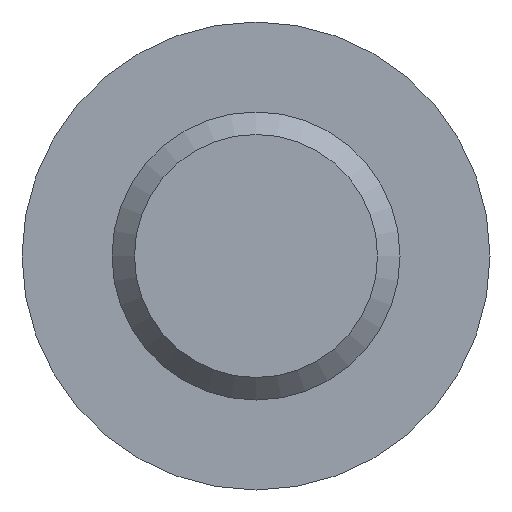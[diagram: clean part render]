
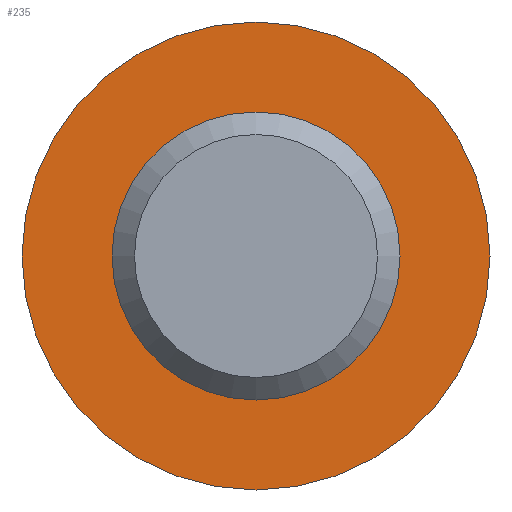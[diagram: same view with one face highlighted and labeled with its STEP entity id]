
A CAD part, front view. The second image highlights one B-rep face of the part: STEP entity #235.
In plain terms, the highlighted planar face has unit normal (0, -1, 0).
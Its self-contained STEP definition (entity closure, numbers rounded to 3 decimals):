
#4 = ORIENTED_EDGE ( 'NONE', *, *, #328, .F. ) ;
#55 = FACE_OUTER_BOUND ( 'NONE', #243, .T. ) ;
#64 = PLANE ( 'NONE',  #346 ) ;
#96 = AXIS2_PLACEMENT_3D ( 'NONE', #369, #290, #445 ) ;
#158 = EDGE_CURVE ( 'NONE', #262, #262, #257, .T. ) ;
#196 = CARTESIAN_POINT ( 'NONE',  ( -4., 30., 0. ) ) ;
#210 = EDGE_LOOP ( 'NONE', ( #4 ) ) ;
#215 = DIRECTION ( 'NONE',  ( 0., 0., -1. ) ) ;
#222 = CIRCLE ( 'NONE', #96, 4. ) ;
#235 = ADVANCED_FACE ( 'NONE', ( #480, #55 ), #64, .F. ) ;
#243 = EDGE_LOOP ( 'NONE', ( #260 ) ) ;
#257 = CIRCLE ( 'NONE', #458, 6.5 ) ;
#260 = ORIENTED_EDGE ( 'NONE', *, *, #158, .T. ) ;
#262 = VERTEX_POINT ( 'NONE', #378 ) ;
#290 = DIRECTION ( 'NONE',  ( 0., -1., 0. ) ) ;
#328 = EDGE_CURVE ( 'NONE', #425, #425, #222, .T. ) ;
#346 = AXIS2_PLACEMENT_3D ( 'NONE', #196, #389, #397 ) ;
#369 = CARTESIAN_POINT ( 'NONE',  ( 0., 30., 0. ) ) ;
#378 = CARTESIAN_POINT ( 'NONE',  ( 0., 30., -6.5 ) ) ;
#381 = CARTESIAN_POINT ( 'NONE',  ( 0., 30., 0. ) ) ;
#389 = DIRECTION ( 'NONE',  ( 0., 1., 0. ) ) ;
#397 = DIRECTION ( 'NONE',  ( 0., 0., 1. ) ) ;
#425 = VERTEX_POINT ( 'NONE', #505 ) ;
#445 = DIRECTION ( 'NONE',  ( 0., 0., -1. ) ) ;
#458 = AXIS2_PLACEMENT_3D ( 'NONE', #381, #501, #215 ) ;
#480 = FACE_BOUND ( 'NONE', #210, .T. ) ;
#501 = DIRECTION ( 'NONE',  ( 0., -1., 0. ) ) ;
#505 = CARTESIAN_POINT ( 'NONE',  ( 0., 30., -4. ) ) ;
